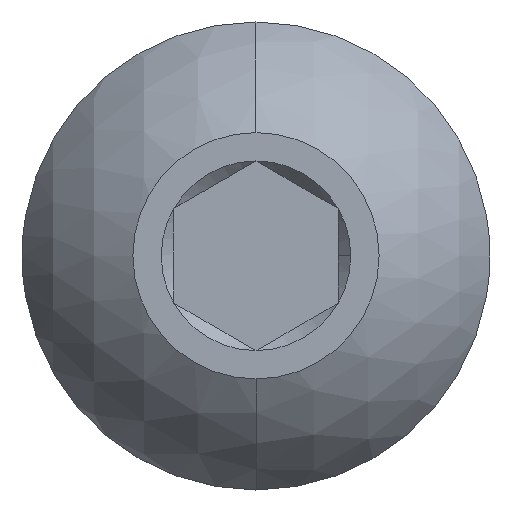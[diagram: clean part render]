
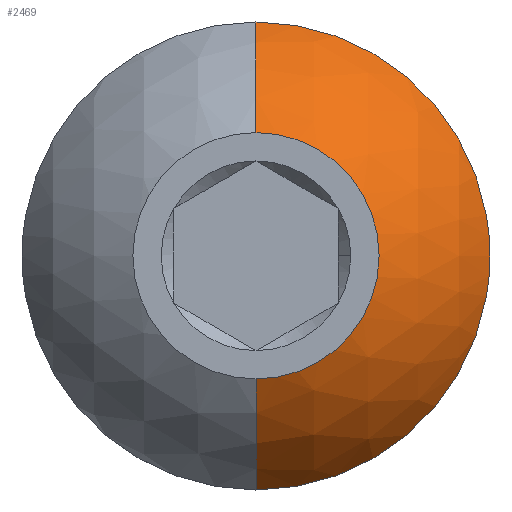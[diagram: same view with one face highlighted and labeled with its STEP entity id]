
A CAD part, top view. The second image highlights one B-rep face of the part: STEP entity #2469.
In plain terms, the highlighted spherical face has radius 3.172 mm.
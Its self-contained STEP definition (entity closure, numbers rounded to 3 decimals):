
#3 = ORIENTED_EDGE ( 'NONE', *, *, #614, .F. ) ;
#17 = ORIENTED_EDGE ( 'NONE', *, *, #1306, .F. ) ;
#110 = AXIS2_PLACEMENT_3D ( 'NONE', #275, #1759, #523 ) ;
#145 = CARTESIAN_POINT ( 'NONE',  ( 0., 2.85, -1.403 ) ) ;
#201 = DIRECTION ( 'NONE',  ( 1., 0., 0. ) ) ;
#210 = AXIS2_PLACEMENT_3D ( 'NONE', #2657, #1494, #201 ) ;
#271 = FACE_OUTER_BOUND ( 'NONE', #787, .T. ) ;
#275 = CARTESIAN_POINT ( 'NONE',  ( 0., 0., -1.403 ) ) ;
#284 = AXIS2_PLACEMENT_3D ( 'NONE', #2338, #1143, #2527 ) ;
#348 = ORIENTED_EDGE ( 'NONE', *, *, #2590, .T. ) ;
#430 = CIRCLE ( 'NONE', #210, 1.5 ) ;
#455 = VERTEX_POINT ( 'NONE', #2589 ) ;
#523 = DIRECTION ( 'NONE',  ( 1., 0., 0. ) ) ;
#527 = CARTESIAN_POINT ( 'NONE',  ( 0., 0., -1.403 ) ) ;
#549 = VERTEX_POINT ( 'NONE', #917 ) ;
#614 = EDGE_CURVE ( 'NONE', #549, #2050, #743, .T. ) ;
#743 = CIRCLE ( 'NONE', #2065, 3.172 ) ;
#764 = DIRECTION ( 'NONE',  ( 1., 0., 0. ) ) ;
#771 = AXIS2_PLACEMENT_3D ( 'NONE', #1333, #2321, #1931 ) ;
#787 = EDGE_LOOP ( 'NONE', ( #1259, #348, #1767, #17, #3 ) ) ;
#891 = VERTEX_POINT ( 'NONE', #2398 ) ;
#917 = CARTESIAN_POINT ( 'NONE',  ( 0., -2.85, -1.403 ) ) ;
#1010 = EDGE_CURVE ( 'NONE', #549, #455, #1505, .T. ) ;
#1143 = DIRECTION ( 'NONE',  ( 1., 0., 0. ) ) ;
#1144 = CARTESIAN_POINT ( 'NONE',  ( 0., 0., -2.795 ) ) ;
#1201 = VERTEX_POINT ( 'NONE', #145 ) ;
#1202 = CARTESIAN_POINT ( 'NONE',  ( 0., -1.5, 0. ) ) ;
#1233 = CIRCLE ( 'NONE', #284, 3.172 ) ;
#1259 = ORIENTED_EDGE ( 'NONE', *, *, #1010, .T. ) ;
#1295 = SPHERICAL_SURFACE ( 'NONE', #771, 3.172 ) ;
#1304 = AXIS2_PLACEMENT_3D ( 'NONE', #527, #1961, #764 ) ;
#1306 = EDGE_CURVE ( 'NONE', #2050, #891, #430, .T. ) ;
#1333 = CARTESIAN_POINT ( 'NONE',  ( 0., 0., -2.795 ) ) ;
#1351 = DIRECTION ( 'NONE',  ( 0., -1., 0. ) ) ;
#1494 = DIRECTION ( 'NONE',  ( 0., 0., 1. ) ) ;
#1505 = CIRCLE ( 'NONE', #110, 2.85 ) ;
#1759 = DIRECTION ( 'NONE',  ( 0., 0., 1. ) ) ;
#1767 = ORIENTED_EDGE ( 'NONE', *, *, #2510, .T. ) ;
#1931 = DIRECTION ( 'NONE',  ( 0., -1., 0. ) ) ;
#1961 = DIRECTION ( 'NONE',  ( 0., 0., 1. ) ) ;
#2050 = VERTEX_POINT ( 'NONE', #1202 ) ;
#2065 = AXIS2_PLACEMENT_3D ( 'NONE', #1144, #2529, #1351 ) ;
#2321 = DIRECTION ( 'NONE',  ( 1., 0., 0. ) ) ;
#2338 = CARTESIAN_POINT ( 'NONE',  ( 0., 0., -2.795 ) ) ;
#2398 = CARTESIAN_POINT ( 'NONE',  ( 0., 1.5, 0. ) ) ;
#2469 = ADVANCED_FACE ( 'NONE', ( #271 ), #1295, .T. ) ;
#2510 = EDGE_CURVE ( 'NONE', #1201, #891, #1233, .T. ) ;
#2527 = DIRECTION ( 'NONE',  ( 0., 1., 0. ) ) ;
#2529 = DIRECTION ( 'NONE',  ( -1., 0., 0. ) ) ;
#2589 = CARTESIAN_POINT ( 'NONE',  ( 2.85, 0., -1.403 ) ) ;
#2590 = EDGE_CURVE ( 'NONE', #455, #1201, #2665, .T. ) ;
#2657 = CARTESIAN_POINT ( 'NONE',  ( 0., 0., 0. ) ) ;
#2665 = CIRCLE ( 'NONE', #1304, 2.85 ) ;
